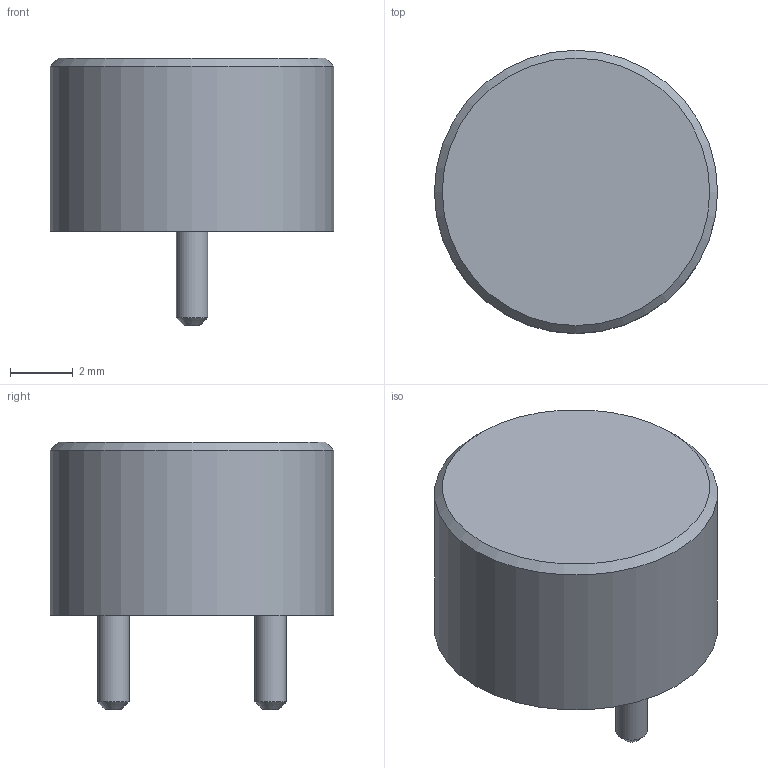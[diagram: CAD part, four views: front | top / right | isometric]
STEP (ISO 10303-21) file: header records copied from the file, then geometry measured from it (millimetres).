
FILE_DESCRIPTION(('FreeCAD Model'),'2;1');
FILE_NAME('buzzer.step','2019-12-07T20:09:19',('Author'),(''), 'Open CASCADE STEP processor 7.3','FreeCAD','Unknown');
FILE_SCHEMA(('AUTOMOTIVE_DESIGN { 1 0 10303 214 1 1 1 1 }'));
Length unit declared in the file: millimetre
Products named in the file (3): buzzer; pin-metal001; buzzer001
Assembly tree (2 placements, depth 2):
  buzzer
    pin-metal001
    buzzer001
Bounding box: 9 x 9 x 8.5 mm (x, y, z)
Volume: 358.4 mm3; surface area: 321.7 mm2
Topology: 2 solids, 2 shells, 18 faces, 34 edges, 21 vertices
Faces by surface type: plane 10, cone 5, cylinder 3
Full cylindrical faces by diameter (mm): 1 x2, 9 x1
Entity records: 521 total; most frequent: DIRECTION 93, CARTESIAN_POINT 76, ORIENTED_EDGE 68, AXIS2_PLACEMENT_3D 38, EDGE_CURVE 34, VERTEX_POINT 21, FACE_BOUND 19, EDGE_LOOP 19
